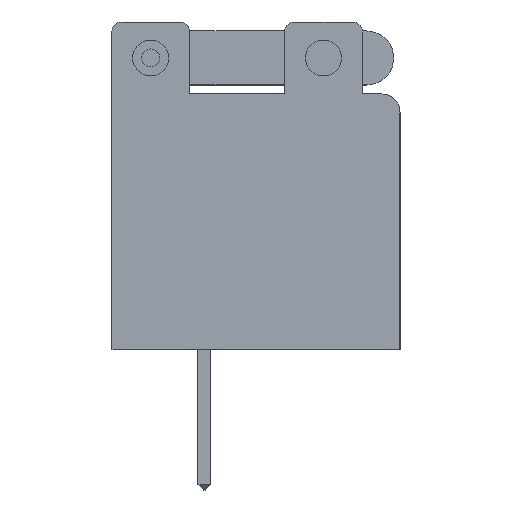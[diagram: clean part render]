
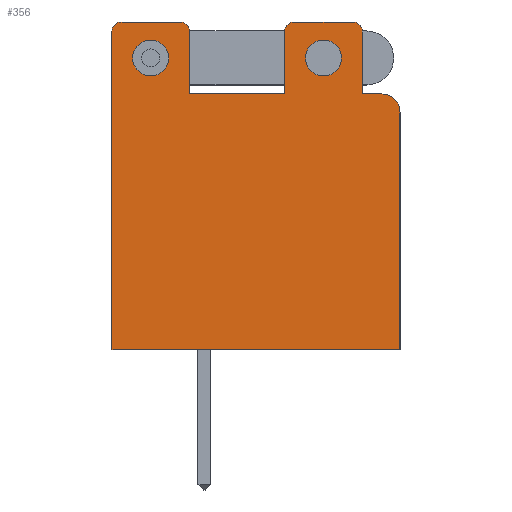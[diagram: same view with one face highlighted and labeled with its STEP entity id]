
A CAD part, left-side view. The second image highlights one B-rep face of the part: STEP entity #356.
In plain terms, the highlighted planar face has unit normal (-1, 0, 0).
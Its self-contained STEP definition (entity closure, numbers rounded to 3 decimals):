
#96 = VERTEX_POINT('',#97);
#97 = CARTESIAN_POINT('',(-5.5,-4.025,17.7));
#103 = EDGE_CURVE('',#96,#104,#106,.T.);
#104 = VERTEX_POINT('',#105);
#105 = CARTESIAN_POINT('',(-5.5,-4.025,14.2));
#106 = LINE('',#107,#108);
#107 = CARTESIAN_POINT('',(-5.5,-4.025,17.7));
#108 = VECTOR('',#109,1.);
#109 = DIRECTION('',(0.,0.,-1.));
#134 = EDGE_CURVE('',#96,#135,#137,.T.);
#135 = VERTEX_POINT('',#136);
#136 = CARTESIAN_POINT('',(-5.5,-3.525,18.2));
#137 = CIRCLE('',#138,0.5);
#138 = AXIS2_PLACEMENT_3D('',#139,#140,#141);
#139 = CARTESIAN_POINT('',(-5.5,-3.525,17.7));
#140 = DIRECTION('',(-1.,0.,0.));
#141 = DIRECTION('',(0.,1.,0.));
#167 = EDGE_CURVE('',#104,#168,#170,.T.);
#168 = VERTEX_POINT('',#169);
#169 = CARTESIAN_POINT('',(-5.5,-5.125,14.2));
#170 = LINE('',#171,#172);
#171 = CARTESIAN_POINT('',(-5.5,-4.025,14.2));
#172 = VECTOR('',#173,1.);
#173 = DIRECTION('',(0.,-1.,0.));
#356 = ADVANCED_FACE('',(#357,#460,#471),#482,.F.);
#357 = FACE_BOUND('',#358,.F.);
#358 = EDGE_LOOP('',(#359,#360,#361,#370,#378,#386,#394,#403,#411,#420,
    #428,#436,#444,#453,#459));
#359 = ORIENTED_EDGE('',*,*,#103,.T.);
#360 = ORIENTED_EDGE('',*,*,#167,.T.);
#361 = ORIENTED_EDGE('',*,*,#362,.F.);
#362 = EDGE_CURVE('',#363,#168,#365,.T.);
#363 = VERTEX_POINT('',#364);
#364 = CARTESIAN_POINT('',(-5.5,-6.125,13.2));
#365 = CIRCLE('',#366,1.);
#366 = AXIS2_PLACEMENT_3D('',#367,#368,#369);
#367 = CARTESIAN_POINT('',(-5.5,-5.125,13.2));
#368 = DIRECTION('',(-1.,0.,0.));
#369 = DIRECTION('',(0.,1.,0.));
#370 = ORIENTED_EDGE('',*,*,#371,.T.);
#371 = EDGE_CURVE('',#363,#372,#374,.T.);
#372 = VERTEX_POINT('',#373);
#373 = CARTESIAN_POINT('',(-5.5,-6.125,0.));
#374 = LINE('',#375,#376);
#375 = CARTESIAN_POINT('',(-5.5,-6.125,13.2));
#376 = VECTOR('',#377,1.);
#377 = DIRECTION('',(0.,0.,-1.));
#378 = ORIENTED_EDGE('',*,*,#379,.T.);
#379 = EDGE_CURVE('',#372,#380,#382,.T.);
#380 = VERTEX_POINT('',#381);
#381 = CARTESIAN_POINT('',(-5.5,9.875,0.));
#382 = LINE('',#383,#384);
#383 = CARTESIAN_POINT('',(-5.5,-6.125,0.));
#384 = VECTOR('',#385,1.);
#385 = DIRECTION('',(0.,1.,0.));
#386 = ORIENTED_EDGE('',*,*,#387,.T.);
#387 = EDGE_CURVE('',#380,#388,#390,.T.);
#388 = VERTEX_POINT('',#389);
#389 = CARTESIAN_POINT('',(-5.5,9.875,17.7));
#390 = LINE('',#391,#392);
#391 = CARTESIAN_POINT('',(-5.5,9.875,0.));
#392 = VECTOR('',#393,1.);
#393 = DIRECTION('',(0.,0.,1.));
#394 = ORIENTED_EDGE('',*,*,#395,.F.);
#395 = EDGE_CURVE('',#396,#388,#398,.T.);
#396 = VERTEX_POINT('',#397);
#397 = CARTESIAN_POINT('',(-5.5,9.375,18.2));
#398 = CIRCLE('',#399,0.5);
#399 = AXIS2_PLACEMENT_3D('',#400,#401,#402);
#400 = CARTESIAN_POINT('',(-5.5,9.375,17.7));
#401 = DIRECTION('',(-1.,0.,0.));
#402 = DIRECTION('',(0.,1.,0.));
#403 = ORIENTED_EDGE('',*,*,#404,.T.);
#404 = EDGE_CURVE('',#396,#405,#407,.T.);
#405 = VERTEX_POINT('',#406);
#406 = CARTESIAN_POINT('',(-5.5,6.075,18.2));
#407 = LINE('',#408,#409);
#408 = CARTESIAN_POINT('',(-5.5,9.375,18.2));
#409 = VECTOR('',#410,1.);
#410 = DIRECTION('',(0.,-1.,0.));
#411 = ORIENTED_EDGE('',*,*,#412,.F.);
#412 = EDGE_CURVE('',#413,#405,#415,.T.);
#413 = VERTEX_POINT('',#414);
#414 = CARTESIAN_POINT('',(-5.5,5.575,17.7));
#415 = CIRCLE('',#416,0.5);
#416 = AXIS2_PLACEMENT_3D('',#417,#418,#419);
#417 = CARTESIAN_POINT('',(-5.5,6.075,17.7));
#418 = DIRECTION('',(-1.,0.,0.));
#419 = DIRECTION('',(0.,1.,0.));
#420 = ORIENTED_EDGE('',*,*,#421,.T.);
#421 = EDGE_CURVE('',#413,#422,#424,.T.);
#422 = VERTEX_POINT('',#423);
#423 = CARTESIAN_POINT('',(-5.5,5.575,14.2));
#424 = LINE('',#425,#426);
#425 = CARTESIAN_POINT('',(-5.5,5.575,17.7));
#426 = VECTOR('',#427,1.);
#427 = DIRECTION('',(0.,0.,-1.));
#428 = ORIENTED_EDGE('',*,*,#429,.T.);
#429 = EDGE_CURVE('',#422,#430,#432,.T.);
#430 = VERTEX_POINT('',#431);
#431 = CARTESIAN_POINT('',(-5.5,0.275,14.2));
#432 = LINE('',#433,#434);
#433 = CARTESIAN_POINT('',(-5.5,5.575,14.2));
#434 = VECTOR('',#435,1.);
#435 = DIRECTION('',(0.,-1.,0.));
#436 = ORIENTED_EDGE('',*,*,#437,.T.);
#437 = EDGE_CURVE('',#430,#438,#440,.T.);
#438 = VERTEX_POINT('',#439);
#439 = CARTESIAN_POINT('',(-5.5,0.275,17.7));
#440 = LINE('',#441,#442);
#441 = CARTESIAN_POINT('',(-5.5,0.275,14.2));
#442 = VECTOR('',#443,1.);
#443 = DIRECTION('',(0.,0.,1.));
#444 = ORIENTED_EDGE('',*,*,#445,.F.);
#445 = EDGE_CURVE('',#446,#438,#448,.T.);
#446 = VERTEX_POINT('',#447);
#447 = CARTESIAN_POINT('',(-5.5,-0.225,18.2));
#448 = CIRCLE('',#449,0.5);
#449 = AXIS2_PLACEMENT_3D('',#450,#451,#452);
#450 = CARTESIAN_POINT('',(-5.5,-0.225,17.7));
#451 = DIRECTION('',(-1.,0.,0.));
#452 = DIRECTION('',(0.,1.,0.));
#453 = ORIENTED_EDGE('',*,*,#454,.T.);
#454 = EDGE_CURVE('',#446,#135,#455,.T.);
#455 = LINE('',#456,#457);
#456 = CARTESIAN_POINT('',(-5.5,-0.225,18.2));
#457 = VECTOR('',#458,1.);
#458 = DIRECTION('',(0.,-1.,0.));
#459 = ORIENTED_EDGE('',*,*,#134,.F.);
#460 = FACE_BOUND('',#461,.F.);
#461 = EDGE_LOOP('',(#462));
#462 = ORIENTED_EDGE('',*,*,#463,.T.);
#463 = EDGE_CURVE('',#464,#464,#466,.T.);
#464 = VERTEX_POINT('',#465);
#465 = CARTESIAN_POINT('',(-5.5,8.725,16.2));
#466 = CIRCLE('',#467,1.);
#467 = AXIS2_PLACEMENT_3D('',#468,#469,#470);
#468 = CARTESIAN_POINT('',(-5.5,7.725,16.2));
#469 = DIRECTION('',(-1.,0.,0.));
#470 = DIRECTION('',(0.,1.,0.));
#471 = FACE_BOUND('',#472,.F.);
#472 = EDGE_LOOP('',(#473));
#473 = ORIENTED_EDGE('',*,*,#474,.T.);
#474 = EDGE_CURVE('',#475,#475,#477,.T.);
#475 = VERTEX_POINT('',#476);
#476 = CARTESIAN_POINT('',(-5.5,-0.875,16.2));
#477 = CIRCLE('',#478,1.);
#478 = AXIS2_PLACEMENT_3D('',#479,#480,#481);
#479 = CARTESIAN_POINT('',(-5.5,-1.875,16.2));
#480 = DIRECTION('',(-1.,0.,0.));
#481 = DIRECTION('',(0.,1.,0.));
#482 = PLANE('',#483);
#483 = AXIS2_PLACEMENT_3D('',#484,#485,#486);
#484 = CARTESIAN_POINT('',(-5.5,2.135,9.321));
#485 = DIRECTION('',(1.,0.,0.));
#486 = DIRECTION('',(0.,1.,0.));
